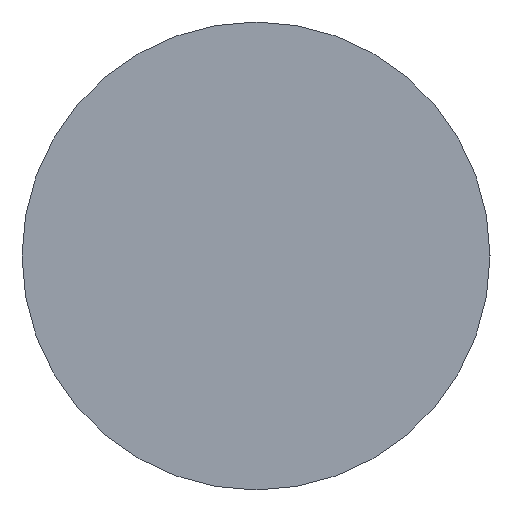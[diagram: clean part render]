
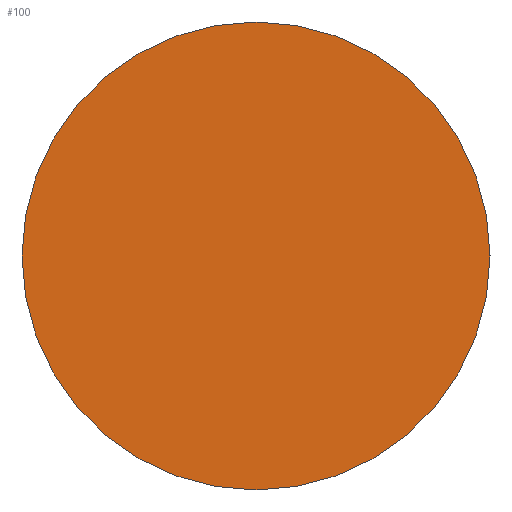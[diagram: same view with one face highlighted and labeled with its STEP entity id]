
A CAD part, left-side view. The second image highlights one B-rep face of the part: STEP entity #100.
In plain terms, the highlighted planar face has unit normal (-1, 0, 0).
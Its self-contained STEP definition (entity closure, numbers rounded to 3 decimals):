
#3 = AXIS2_PLACEMENT_3D ( 'NONE', #95, #76, #73 ) ;
#14 = DIRECTION ( 'NONE',  ( 0., 0., -1. ) ) ;
#19 = EDGE_CURVE ( 'NONE', #29, #115, #110, .T. ) ;
#21 = ORIENTED_EDGE ( 'NONE', *, *, #19, .F. ) ;
#22 = CARTESIAN_POINT ( 'NONE',  ( 0., 0., 0. ) ) ;
#24 = AXIS2_PLACEMENT_3D ( 'NONE', #67, #121, #119 ) ;
#29 = VERTEX_POINT ( 'NONE', #45 ) ;
#33 = FACE_OUTER_BOUND ( 'NONE', #52, .T. ) ;
#39 = AXIS2_PLACEMENT_3D ( 'NONE', #22, #58, #14 ) ;
#45 = CARTESIAN_POINT ( 'NONE',  ( 0., 0., -1. ) ) ;
#47 = PLANE ( 'NONE',  #24 ) ;
#52 = EDGE_LOOP ( 'NONE', ( #92, #21 ) ) ;
#58 = DIRECTION ( 'NONE',  ( 1., 0., 0. ) ) ;
#67 = CARTESIAN_POINT ( 'NONE',  ( 0., 0., 0. ) ) ;
#73 = DIRECTION ( 'NONE',  ( 0., 0., -1. ) ) ;
#76 = DIRECTION ( 'NONE',  ( 1., 0., 0. ) ) ;
#92 = ORIENTED_EDGE ( 'NONE', *, *, #123, .F. ) ;
#95 = CARTESIAN_POINT ( 'NONE',  ( 0., 0., 0. ) ) ;
#100 = ADVANCED_FACE ( 'NONE', ( #33 ), #47, .F. ) ;
#105 = CARTESIAN_POINT ( 'NONE',  ( 0., 0., 1. ) ) ;
#110 = CIRCLE ( 'NONE', #3, 1. ) ;
#115 = VERTEX_POINT ( 'NONE', #105 ) ;
#119 = DIRECTION ( 'NONE',  ( 0., 0., -1. ) ) ;
#121 = DIRECTION ( 'NONE',  ( 1., 0., 0. ) ) ;
#122 = CIRCLE ( 'NONE', #39, 1. ) ;
#123 = EDGE_CURVE ( 'NONE', #115, #29, #122, .T. ) ;
